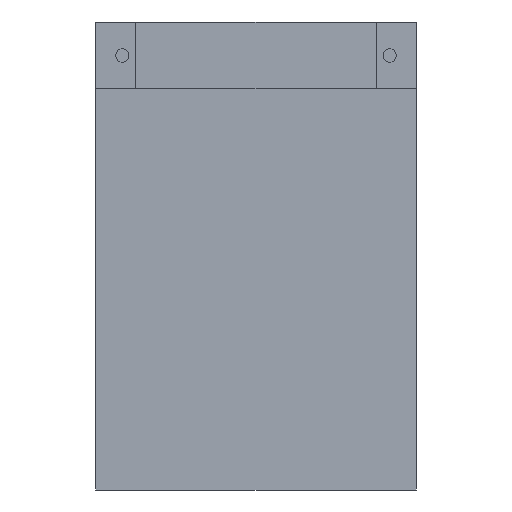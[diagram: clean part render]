
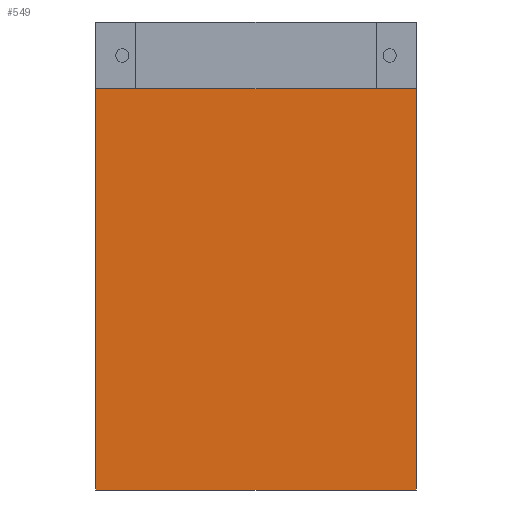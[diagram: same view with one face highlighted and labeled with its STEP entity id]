
A CAD part, front view. The second image highlights one B-rep face of the part: STEP entity #549.
In plain terms, the highlighted planar face has unit normal (0, -1, 0).
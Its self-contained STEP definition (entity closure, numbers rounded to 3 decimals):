
#23=PLANE('',#597);
#49=FACE_OUTER_BOUND('',#79,.T.);
#79=EDGE_LOOP('',(#405,#406,#407,#408));
#114=LINE('',#809,#180);
#118=LINE('',#817,#184);
#122=LINE('',#825,#188);
#123=LINE('',#826,#189);
#180=VECTOR('',#656,10.);
#184=VECTOR('',#662,10.);
#188=VECTOR('',#668,10.);
#189=VECTOR('',#669,10.);
#260=VERTEX_POINT('',#806);
#261=VERTEX_POINT('',#808);
#264=VERTEX_POINT('',#816);
#267=VERTEX_POINT('',#824);
#314=EDGE_CURVE('',#261,#260,#114,.T.);
#318=EDGE_CURVE('',#264,#261,#118,.T.);
#322=EDGE_CURVE('',#267,#260,#122,.T.);
#323=EDGE_CURVE('',#264,#267,#123,.T.);
#405=ORIENTED_EDGE('',*,*,#314,.T.);
#406=ORIENTED_EDGE('',*,*,#322,.F.);
#407=ORIENTED_EDGE('',*,*,#323,.F.);
#408=ORIENTED_EDGE('',*,*,#318,.T.);
#549=ADVANCED_FACE('',(#49),#23,.T.);
#597=AXIS2_PLACEMENT_3D('',#823,#666,#667);
#656=DIRECTION('',(-1.,0.,0.));
#662=DIRECTION('',(0.,0.,1.));
#666=DIRECTION('center_axis',(0.,-1.,0.));
#667=DIRECTION('ref_axis',(1.,0.,0.));
#668=DIRECTION('',(0.,0.,1.));
#669=DIRECTION('',(-1.,0.,0.));
#806=CARTESIAN_POINT('',(-7.3,-2.,30.));
#808=CARTESIAN_POINT('',(16.7,-2.,30.));
#809=CARTESIAN_POINT('',(4.7,-2.,30.));
#816=CARTESIAN_POINT('',(16.7,-2.,0.));
#817=CARTESIAN_POINT('',(16.7,-2.,0.));
#823=CARTESIAN_POINT('Origin',(-7.3,-2.,0.));
#824=CARTESIAN_POINT('',(-7.3,-2.,0.));
#825=CARTESIAN_POINT('',(-7.3,-2.,0.));
#826=CARTESIAN_POINT('',(16.7,-2.,0.));
